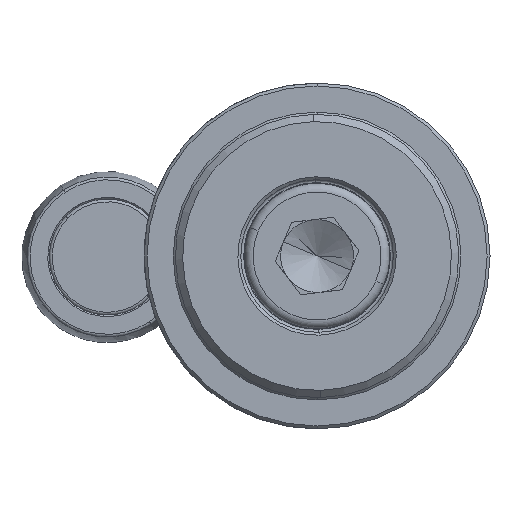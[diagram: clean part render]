
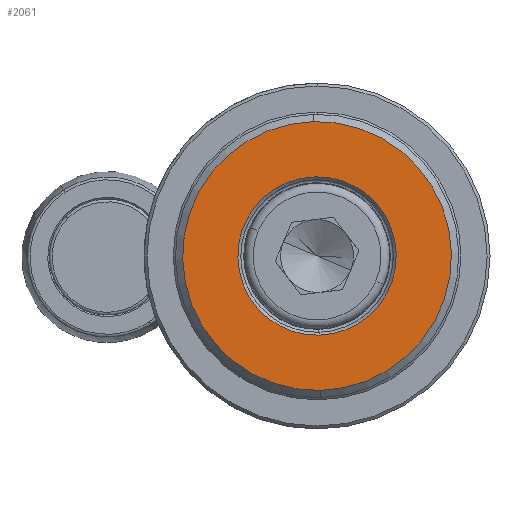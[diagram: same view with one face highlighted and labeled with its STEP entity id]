
A CAD part, front view. The second image highlights one B-rep face of the part: STEP entity #2061.
In plain terms, the highlighted planar face has unit normal (0, -1, 0).
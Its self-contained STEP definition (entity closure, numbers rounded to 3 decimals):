
#67 = EDGE_CURVE ( 'NONE', #2375, #4176, #2986, .T. ) ;
#148 = CARTESIAN_POINT ( 'NONE',  ( -5.25, 0., 0. ) ) ;
#382 = ORIENTED_EDGE ( 'NONE', *, *, #4950, .T. ) ;
#430 = EDGE_LOOP ( 'NONE', ( #3176, #4926 ) ) ;
#908 = CARTESIAN_POINT ( 'NONE',  ( 0., 0., 0. ) ) ;
#1055 = CARTESIAN_POINT ( 'NONE',  ( 0., 0., -5.45 ) ) ;
#1185 = DIRECTION ( 'NONE',  ( 0., 0., 1. ) ) ;
#1381 = EDGE_CURVE ( 'NONE', #4176, #2375, #2743, .T. ) ;
#1748 = CIRCLE ( 'NONE', #2406, 5.45 ) ;
#1890 = CARTESIAN_POINT ( 'NONE',  ( 0., 0., 0. ) ) ;
#2061 = ADVANCED_FACE ( 'NONE', ( #2555, #4131 ), #2152, .F. ) ;
#2152 = PLANE ( 'NONE',  #4746 ) ;
#2351 = CARTESIAN_POINT ( 'NONE',  ( 0., 0., 9.25 ) ) ;
#2375 = VERTEX_POINT ( 'NONE', #3736 ) ;
#2406 = AXIS2_PLACEMENT_3D ( 'NONE', #1890, #4934, #4617 ) ;
#2507 = DIRECTION ( 'NONE',  ( 0., 0., 1. ) ) ;
#2555 = FACE_BOUND ( 'NONE', #4514, .T. ) ;
#2619 = VERTEX_POINT ( 'NONE', #1055 ) ;
#2720 = AXIS2_PLACEMENT_3D ( 'NONE', #3140, #3907, #1185 ) ;
#2743 = CIRCLE ( 'NONE', #3154, 9.25 ) ;
#2958 = CIRCLE ( 'NONE', #2720, 5.45 ) ;
#2966 = DIRECTION ( 'NONE',  ( 0., 0., 1. ) ) ;
#2986 = CIRCLE ( 'NONE', #3650, 9.25 ) ;
#3140 = CARTESIAN_POINT ( 'NONE',  ( 0., 0., 0. ) ) ;
#3154 = AXIS2_PLACEMENT_3D ( 'NONE', #908, #4832, #4810 ) ;
#3176 = ORIENTED_EDGE ( 'NONE', *, *, #1381, .T. ) ;
#3355 = DIRECTION ( 'NONE',  ( 0., -1., 0. ) ) ;
#3632 = CARTESIAN_POINT ( 'NONE',  ( 0., 0., 5.45 ) ) ;
#3650 = AXIS2_PLACEMENT_3D ( 'NONE', #4198, #3355, #2966 ) ;
#3736 = CARTESIAN_POINT ( 'NONE',  ( 0., 0., -9.25 ) ) ;
#3907 = DIRECTION ( 'NONE',  ( 0., 1., 0. ) ) ;
#3944 = EDGE_CURVE ( 'NONE', #2619, #4206, #1748, .T. ) ;
#4131 = FACE_OUTER_BOUND ( 'NONE', #430, .T. ) ;
#4176 = VERTEX_POINT ( 'NONE', #2351 ) ;
#4198 = CARTESIAN_POINT ( 'NONE',  ( 0., 0., 0. ) ) ;
#4206 = VERTEX_POINT ( 'NONE', #3632 ) ;
#4467 = DIRECTION ( 'NONE',  ( 0., 1., 0. ) ) ;
#4514 = EDGE_LOOP ( 'NONE', ( #4653, #382 ) ) ;
#4617 = DIRECTION ( 'NONE',  ( 0., 0., 1. ) ) ;
#4653 = ORIENTED_EDGE ( 'NONE', *, *, #3944, .T. ) ;
#4746 = AXIS2_PLACEMENT_3D ( 'NONE', #148, #4467, #2507 ) ;
#4810 = DIRECTION ( 'NONE',  ( 0., 0., 1. ) ) ;
#4832 = DIRECTION ( 'NONE',  ( 0., -1., 0. ) ) ;
#4926 = ORIENTED_EDGE ( 'NONE', *, *, #67, .T. ) ;
#4934 = DIRECTION ( 'NONE',  ( 0., 1., 0. ) ) ;
#4950 = EDGE_CURVE ( 'NONE', #4206, #2619, #2958, .T. ) ;
